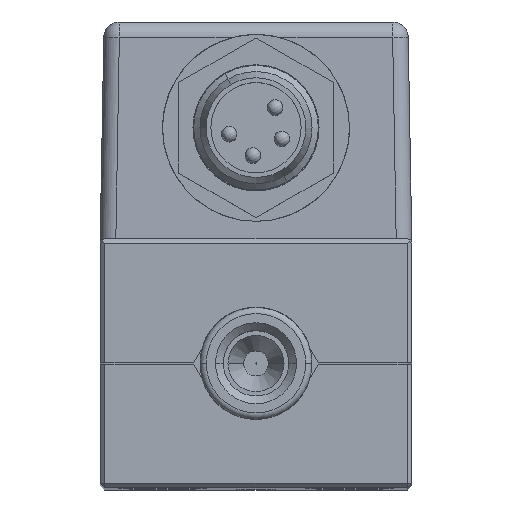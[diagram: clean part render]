
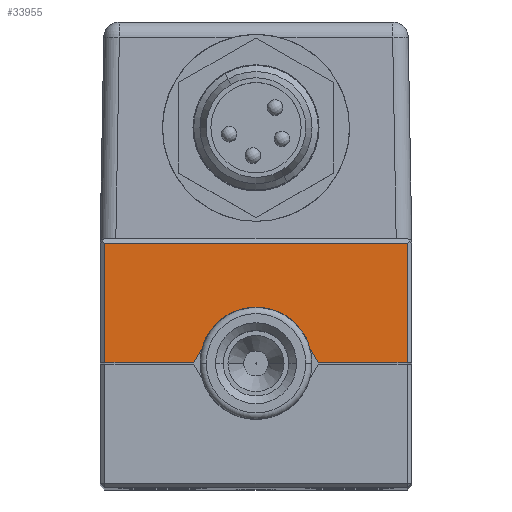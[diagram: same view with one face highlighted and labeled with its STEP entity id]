
A CAD part, top view. The second image highlights one B-rep face of the part: STEP entity #33955.
In plain terms, the highlighted planar face has unit normal (0, 0, 1).
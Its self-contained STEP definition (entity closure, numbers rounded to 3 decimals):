
#314 = ORIENTED_EDGE ( 'NONE', *, *, #3809, .T. ) ;
#1087 = VECTOR ( 'NONE', #3162, 1000. ) ;
#1111 = VERTEX_POINT ( 'NONE', #5989 ) ;
#1764 = VERTEX_POINT ( 'NONE', #39266 ) ;
#1786 = CARTESIAN_POINT ( 'NONE',  ( -9.7, 7.7, 39. ) ) ;
#2639 = AXIS2_PLACEMENT_3D ( 'NONE', #22071, #25661, #4277 ) ;
#2812 = VECTOR ( 'NONE', #6748, 1000. ) ;
#2909 = DIRECTION ( 'NONE',  ( 1., 0., 0. ) ) ;
#2994 = EDGE_CURVE ( 'NONE', #46199, #1764, #21797, .T. ) ;
#3162 = DIRECTION ( 'NONE',  ( -1., 0., 0. ) ) ;
#3809 = EDGE_CURVE ( 'NONE', #7515, #16084, #10559, .T. ) ;
#3928 = CARTESIAN_POINT ( 'NONE',  ( 9.7, 7.7, 39. ) ) ;
#4106 = CARTESIAN_POINT ( 'NONE',  ( 9.7, 0.05, 39. ) ) ;
#4277 = DIRECTION ( 'NONE',  ( -1., 0., 0. ) ) ;
#5444 = CIRCLE ( 'NONE', #37963, 3.6 ) ;
#5468 = EDGE_LOOP ( 'NONE', ( #8575, #39731, #32560, #18989, #314, #24240, #30369, #35310 ) ) ;
#5989 = CARTESIAN_POINT ( 'NONE',  ( 3.465, 0.976, 39. ) ) ;
#6711 = VECTOR ( 'NONE', #21815, 1000. ) ;
#6748 = DIRECTION ( 'NONE',  ( -0.5, -0.866, 0. ) ) ;
#7515 = VERTEX_POINT ( 'NONE', #3928 ) ;
#8575 = ORIENTED_EDGE ( 'NONE', *, *, #25922, .F. ) ;
#8933 = CARTESIAN_POINT ( 'NONE',  ( 0., 0., 39. ) ) ;
#9824 = LINE ( 'NONE', #27866, #45500 ) ;
#10559 = LINE ( 'NONE', #24543, #1087 ) ;
#12489 = DIRECTION ( 'NONE',  ( 1., 0., 0. ) ) ;
#13541 = LINE ( 'NONE', #14665, #32508 ) ;
#13925 = VERTEX_POINT ( 'NONE', #18335 ) ;
#14665 = CARTESIAN_POINT ( 'NONE',  ( -9.7, 8., 39. ) ) ;
#16084 = VERTEX_POINT ( 'NONE', #1786 ) ;
#17320 = LINE ( 'NONE', #32526, #6711 ) ;
#18270 = DIRECTION ( 'NONE',  ( 0., -1., 0. ) ) ;
#18335 = CARTESIAN_POINT ( 'NONE',  ( 4., 0.05, 39. ) ) ;
#18482 = PLANE ( 'NONE',  #2639 ) ;
#18989 = ORIENTED_EDGE ( 'NONE', *, *, #42286, .T. ) ;
#19032 = EDGE_CURVE ( 'NONE', #29132, #1764, #9824, .T. ) ;
#20805 = FACE_OUTER_BOUND ( 'NONE', #5468, .T. ) ;
#21797 = LINE ( 'NONE', #28122, #2812 ) ;
#21815 = DIRECTION ( 'NONE',  ( 1., 0., 0. ) ) ;
#22071 = CARTESIAN_POINT ( 'NONE',  ( 10., 8., 39. ) ) ;
#22794 = CARTESIAN_POINT ( 'NONE',  ( -9.7, 0.05, 39. ) ) ;
#22855 = CARTESIAN_POINT ( 'NONE',  ( -3.465, 0.976, 39. ) ) ;
#24240 = ORIENTED_EDGE ( 'NONE', *, *, #41170, .T. ) ;
#24543 = CARTESIAN_POINT ( 'NONE',  ( 10., 7.7, 39. ) ) ;
#24636 = VECTOR ( 'NONE', #25788, 1000. ) ;
#25661 = DIRECTION ( 'NONE',  ( 0., 0., -1. ) ) ;
#25788 = DIRECTION ( 'NONE',  ( 0., 1., 0. ) ) ;
#25922 = EDGE_CURVE ( 'NONE', #1111, #46199, #5444, .T. ) ;
#27866 = CARTESIAN_POINT ( 'NONE',  ( -10., 0.05, 39. ) ) ;
#28122 = CARTESIAN_POINT ( 'NONE',  ( -3.465, 0.976, 39. ) ) ;
#29132 = VERTEX_POINT ( 'NONE', #22794 ) ;
#30369 = ORIENTED_EDGE ( 'NONE', *, *, #19032, .T. ) ;
#30506 = VERTEX_POINT ( 'NONE', #4106 ) ;
#32508 = VECTOR ( 'NONE', #18270, 1000. ) ;
#32526 = CARTESIAN_POINT ( 'NONE',  ( -10., 0.05, 39. ) ) ;
#32560 = ORIENTED_EDGE ( 'NONE', *, *, #35033, .T. ) ;
#32771 = CARTESIAN_POINT ( 'NONE',  ( 9.7, 8., 39. ) ) ;
#33836 = DIRECTION ( 'NONE',  ( 0., 0., 1. ) ) ;
#33955 = ADVANCED_FACE ( 'NONE', ( #20805 ), #18482, .F. ) ;
#34048 = LINE ( 'NONE', #32771, #24636 ) ;
#35033 = EDGE_CURVE ( 'NONE', #13925, #30506, #17320, .T. ) ;
#35310 = ORIENTED_EDGE ( 'NONE', *, *, #2994, .F. ) ;
#35796 = LINE ( 'NONE', #45467, #44150 ) ;
#37963 = AXIS2_PLACEMENT_3D ( 'NONE', #8933, #33836, #12489 ) ;
#39266 = CARTESIAN_POINT ( 'NONE',  ( -4., 0.05, 39. ) ) ;
#39731 = ORIENTED_EDGE ( 'NONE', *, *, #41526, .F. ) ;
#41170 = EDGE_CURVE ( 'NONE', #16084, #29132, #13541, .T. ) ;
#41526 = EDGE_CURVE ( 'NONE', #13925, #1111, #35796, .T. ) ;
#42024 = DIRECTION ( 'NONE',  ( -0.5, 0.866, 0. ) ) ;
#42286 = EDGE_CURVE ( 'NONE', #30506, #7515, #34048, .T. ) ;
#44150 = VECTOR ( 'NONE', #42024, 1000. ) ;
#45467 = CARTESIAN_POINT ( 'NONE',  ( 3.465, 0.976, 39. ) ) ;
#45500 = VECTOR ( 'NONE', #2909, 1000. ) ;
#46199 = VERTEX_POINT ( 'NONE', #22855 ) ;
